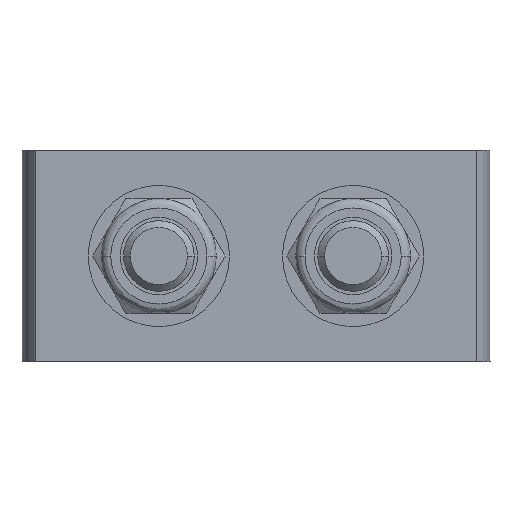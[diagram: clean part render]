
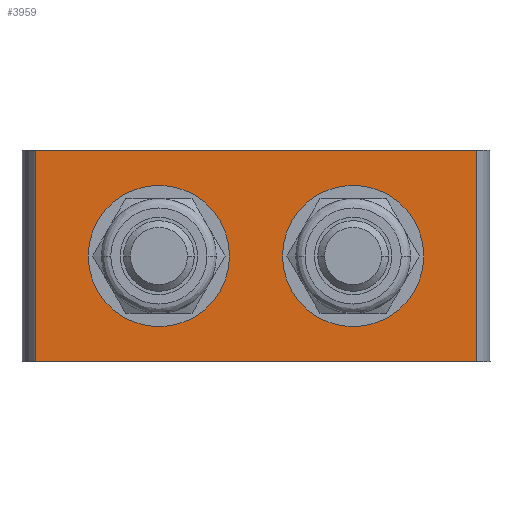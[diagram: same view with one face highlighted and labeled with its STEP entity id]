
A CAD part, front view. The second image highlights one B-rep face of the part: STEP entity #3959.
In plain terms, the highlighted planar face has unit normal (0, -1, 0).
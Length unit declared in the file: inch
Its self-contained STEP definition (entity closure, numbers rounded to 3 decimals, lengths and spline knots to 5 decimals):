
#164 = ORIENTED_EDGE ( 'NONE', *, *, #4313, .T. ) ;
#212 = DIRECTION ( 'NONE',  ( 0., 1., 0. ) ) ;
#219 = CARTESIAN_POINT ( 'NONE',  ( 0.98425, -0.3937, -0.47244 ) ) ;
#225 = AXIS2_PLACEMENT_3D ( 'NONE', #5125, #675, #730 ) ;
#261 = CARTESIAN_POINT ( 'NONE',  ( -0.43307, -0.3937, 0. ) ) ;
#298 = CARTESIAN_POINT ( 'NONE',  ( 0.43307, -0.3937, 0.31496 ) ) ;
#395 = DIRECTION ( 'NONE',  ( 0., 0., -1. ) ) ;
#415 = VERTEX_POINT ( 'NONE', #929 ) ;
#565 = AXIS2_PLACEMENT_3D ( 'NONE', #261, #212, #1427 ) ;
#602 = DIRECTION ( 'NONE',  ( 0., 0., -1. ) ) ;
#622 = VECTOR ( 'NONE', #3259, 39.37008 ) ;
#675 = DIRECTION ( 'NONE',  ( 0., 1., 0. ) ) ;
#679 = VERTEX_POINT ( 'NONE', #2113 ) ;
#709 = CARTESIAN_POINT ( 'NONE',  ( -0.98425, -0.3937, -0.47244 ) ) ;
#730 = DIRECTION ( 'NONE',  ( 0., 0., -1. ) ) ;
#731 = AXIS2_PLACEMENT_3D ( 'NONE', #2620, #3802, #602 ) ;
#919 = CARTESIAN_POINT ( 'NONE',  ( 0.98425, -0.3937, 0.47244 ) ) ;
#929 = CARTESIAN_POINT ( 'NONE',  ( -0.43307, -0.3937, 0.31496 ) ) ;
#931 = DIRECTION ( 'NONE',  ( 0., -1., 0. ) ) ;
#969 = EDGE_CURVE ( 'NONE', #4784, #4806, #4895, .T. ) ;
#992 = CARTESIAN_POINT ( 'NONE',  ( 0.98425, -0.3937, 0.47244 ) ) ;
#1076 = CIRCLE ( 'NONE', #1999, 0.31496 ) ;
#1137 = ORIENTED_EDGE ( 'NONE', *, *, #3219, .T. ) ;
#1149 = VECTOR ( 'NONE', #2638, 39.37008 ) ;
#1161 = LINE ( 'NONE', #709, #4831 ) ;
#1170 = EDGE_LOOP ( 'NONE', ( #2168, #4428, #2087, #1137 ) ) ;
#1327 = PLANE ( 'NONE',  #4360 ) ;
#1354 = LINE ( 'NONE', #992, #1149 ) ;
#1379 = EDGE_LOOP ( 'NONE', ( #5028, #2926 ) ) ;
#1427 = DIRECTION ( 'NONE',  ( 0., 0., -1. ) ) ;
#1430 = DIRECTION ( 'NONE',  ( 0., 0., 1. ) ) ;
#1610 = DIRECTION ( 'NONE',  ( 0., 0., -1. ) ) ;
#1665 = VECTOR ( 'NONE', #1430, 39.37008 ) ;
#1732 = EDGE_LOOP ( 'NONE', ( #4390, #164 ) ) ;
#1770 = CARTESIAN_POINT ( 'NONE',  ( -0.43307, -0.3937, -0.31496 ) ) ;
#1999 = AXIS2_PLACEMENT_3D ( 'NONE', #5164, #2442, #1610 ) ;
#2071 = VERTEX_POINT ( 'NONE', #919 ) ;
#2087 = ORIENTED_EDGE ( 'NONE', *, *, #4768, .T. ) ;
#2113 = CARTESIAN_POINT ( 'NONE',  ( 0.43307, -0.3937, -0.31496 ) ) ;
#2168 = ORIENTED_EDGE ( 'NONE', *, *, #2280, .T. ) ;
#2179 = FACE_BOUND ( 'NONE', #1379, .T. ) ;
#2203 = FACE_OUTER_BOUND ( 'NONE', #1170, .T. ) ;
#2226 = CARTESIAN_POINT ( 'NONE',  ( -0.98425, -0.3937, -0.47244 ) ) ;
#2280 = EDGE_CURVE ( 'NONE', #2942, #4784, #1161, .T. ) ;
#2442 = DIRECTION ( 'NONE',  ( 0., 1., 0. ) ) ;
#2620 = CARTESIAN_POINT ( 'NONE',  ( 0.43307, -0.3937, 0. ) ) ;
#2638 = DIRECTION ( 'NONE',  ( -1., 0., 0. ) ) ;
#2688 = CIRCLE ( 'NONE', #225, 0.31496 ) ;
#2782 = VERTEX_POINT ( 'NONE', #1770 ) ;
#2926 = ORIENTED_EDGE ( 'NONE', *, *, #4024, .T. ) ;
#2942 = VERTEX_POINT ( 'NONE', #4747 ) ;
#3219 = EDGE_CURVE ( 'NONE', #2071, #2942, #1354, .T. ) ;
#3259 = DIRECTION ( 'NONE',  ( 1., 0., 0. ) ) ;
#3434 = VERTEX_POINT ( 'NONE', #298 ) ;
#3529 = CIRCLE ( 'NONE', #565, 0.31496 ) ;
#3549 = EDGE_CURVE ( 'NONE', #679, #3434, #3858, .T. ) ;
#3726 = EDGE_CURVE ( 'NONE', #2782, #415, #2688, .T. ) ;
#3802 = DIRECTION ( 'NONE',  ( 0., 1., 0. ) ) ;
#3858 = CIRCLE ( 'NONE', #731, 0.31496 ) ;
#3959 = ADVANCED_FACE ( 'NONE', ( #5067, #2179, #2203 ), #1327, .T. ) ;
#4024 = EDGE_CURVE ( 'NONE', #3434, #679, #1076, .T. ) ;
#4068 = CARTESIAN_POINT ( 'NONE',  ( 0.98425, -0.3937, -0.47244 ) ) ;
#4206 = CARTESIAN_POINT ( 'NONE',  ( 0.98425, -0.3937, -0.47244 ) ) ;
#4211 = DIRECTION ( 'NONE',  ( 1., 0., 0. ) ) ;
#4313 = EDGE_CURVE ( 'NONE', #415, #2782, #3529, .T. ) ;
#4360 = AXIS2_PLACEMENT_3D ( 'NONE', #4557, #931, #4211 ) ;
#4390 = ORIENTED_EDGE ( 'NONE', *, *, #3726, .T. ) ;
#4428 = ORIENTED_EDGE ( 'NONE', *, *, #969, .T. ) ;
#4557 = CARTESIAN_POINT ( 'NONE',  ( 0.98425, -0.3937, 0.47244 ) ) ;
#4747 = CARTESIAN_POINT ( 'NONE',  ( -0.98425, -0.3937, 0.47244 ) ) ;
#4768 = EDGE_CURVE ( 'NONE', #4806, #2071, #5032, .T. ) ;
#4784 = VERTEX_POINT ( 'NONE', #2226 ) ;
#4806 = VERTEX_POINT ( 'NONE', #4206 ) ;
#4831 = VECTOR ( 'NONE', #395, 39.37008 ) ;
#4895 = LINE ( 'NONE', #4068, #622 ) ;
#5028 = ORIENTED_EDGE ( 'NONE', *, *, #3549, .T. ) ;
#5032 = LINE ( 'NONE', #219, #1665 ) ;
#5067 = FACE_BOUND ( 'NONE', #1732, .T. ) ;
#5125 = CARTESIAN_POINT ( 'NONE',  ( -0.43307, -0.3937, 0. ) ) ;
#5164 = CARTESIAN_POINT ( 'NONE',  ( 0.43307, -0.3937, 0. ) ) ;
